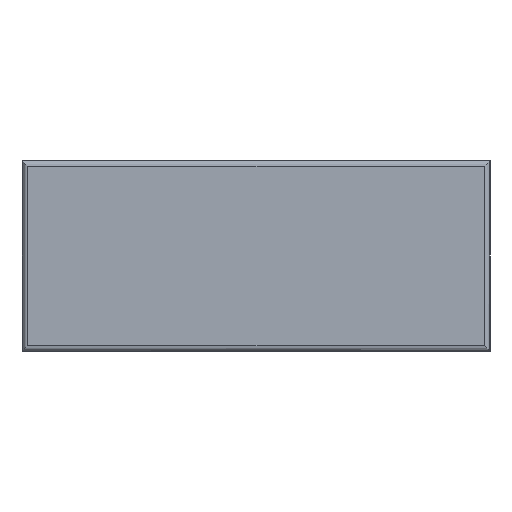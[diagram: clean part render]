
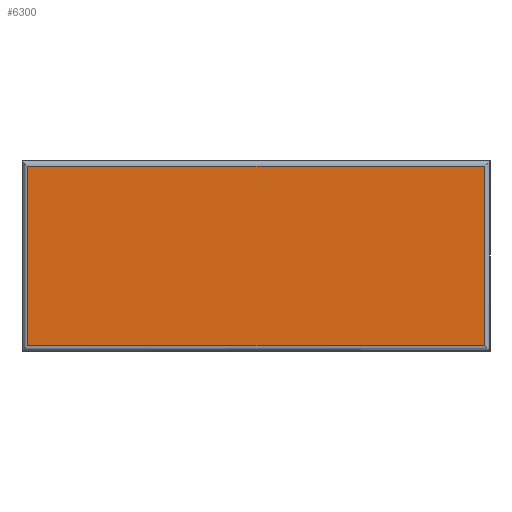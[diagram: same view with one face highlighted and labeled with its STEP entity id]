
A CAD part, left-side view. The second image highlights one B-rep face of the part: STEP entity #6300.
In plain terms, the highlighted planar face has unit normal (-1, 0, 0).
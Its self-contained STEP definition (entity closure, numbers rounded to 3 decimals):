
#5090 = CYLINDRICAL_SURFACE('',#5091,0.015);
#5091 = AXIS2_PLACEMENT_3D('',#5092,#5093,#5094);
#5092 = CARTESIAN_POINT('',(-1.235,0.61,0.5));
#5093 = DIRECTION('',(0.,0.,-1.));
#5094 = DIRECTION('',(-1.,-0.,-0.));
#5166 = CYLINDRICAL_SURFACE('',#5167,0.015);
#5167 = AXIS2_PLACEMENT_3D('',#5168,#5169,#5170);
#5168 = CARTESIAN_POINT('',(-1.235,-0.625,0.485));
#5169 = DIRECTION('',(0.,1.,0.));
#5170 = DIRECTION('',(-1.,0.,0.));
#5220 = CYLINDRICAL_SURFACE('',#5221,0.015);
#5221 = AXIS2_PLACEMENT_3D('',#5222,#5223,#5224);
#5222 = CARTESIAN_POINT('',(-1.235,-0.61,0.5));
#5223 = DIRECTION('',(0.,0.,-1.));
#5224 = DIRECTION('',(-1.,-0.,-0.));
#5250 = CYLINDRICAL_SURFACE('',#5251,0.015);
#5251 = AXIS2_PLACEMENT_3D('',#5252,#5253,#5254);
#5252 = CARTESIAN_POINT('',(-1.235,-0.625,0.005));
#5253 = DIRECTION('',(0.,1.,0.));
#5254 = DIRECTION('',(0.,0.,-1.));
#5567 = VERTEX_POINT('',#5568);
#5568 = CARTESIAN_POINT('',(-1.25,0.61,0.485));
#5604 = VERTEX_POINT('',#5605);
#5605 = CARTESIAN_POINT('',(-1.25,0.61,0.005));
#5639 = EDGE_CURVE('',#5567,#5604,#5640,.T.);
#5640 = SURFACE_CURVE('',#5641,(#5645,#5652),.PCURVE_S1.);
#5641 = LINE('',#5642,#5643);
#5642 = CARTESIAN_POINT('',(-1.25,0.61,0.5));
#5643 = VECTOR('',#5644,1.);
#5644 = DIRECTION('',(0.,0.,-1.));
#5645 = PCURVE('',#5090,#5646);
#5646 = DEFINITIONAL_REPRESENTATION('',(#5647),#5651);
#5647 = LINE('',#5648,#5649);
#5648 = CARTESIAN_POINT('',(0.,0.));
#5649 = VECTOR('',#5650,1.);
#5650 = DIRECTION('',(0.,1.));
#5651 = ( GEOMETRIC_REPRESENTATION_CONTEXT(2) 
PARAMETRIC_REPRESENTATION_CONTEXT() REPRESENTATION_CONTEXT('2D SPACE',''
  ) );
#5652 = PCURVE('',#5653,#5658);
#5653 = PLANE('',#5654);
#5654 = AXIS2_PLACEMENT_3D('',#5655,#5656,#5657);
#5655 = CARTESIAN_POINT('',(-1.25,1.027,-0.01));
#5656 = DIRECTION('',(1.,0.,0.));
#5657 = DIRECTION('',(0.,-1.,0.));
#5658 = DEFINITIONAL_REPRESENTATION('',(#5659),#5663);
#5659 = LINE('',#5660,#5661);
#5660 = CARTESIAN_POINT('',(0.417,-0.51));
#5661 = VECTOR('',#5662,1.);
#5662 = DIRECTION('',(0.,1.));
#5663 = ( GEOMETRIC_REPRESENTATION_CONTEXT(2) 
PARAMETRIC_REPRESENTATION_CONTEXT() REPRESENTATION_CONTEXT('2D SPACE',''
  ) );
#5669 = VERTEX_POINT('',#5670);
#5670 = CARTESIAN_POINT('',(-1.25,-0.61,0.485));
#5706 = EDGE_CURVE('',#5669,#5567,#5707,.T.);
#5707 = SURFACE_CURVE('',#5708,(#5712,#5719),.PCURVE_S1.);
#5708 = LINE('',#5709,#5710);
#5709 = CARTESIAN_POINT('',(-1.25,-0.625,0.485));
#5710 = VECTOR('',#5711,1.);
#5711 = DIRECTION('',(0.,1.,0.));
#5712 = PCURVE('',#5166,#5713);
#5713 = DEFINITIONAL_REPRESENTATION('',(#5714),#5718);
#5714 = LINE('',#5715,#5716);
#5715 = CARTESIAN_POINT('',(0.,0.));
#5716 = VECTOR('',#5717,1.);
#5717 = DIRECTION('',(0.,1.));
#5718 = ( GEOMETRIC_REPRESENTATION_CONTEXT(2) 
PARAMETRIC_REPRESENTATION_CONTEXT() REPRESENTATION_CONTEXT('2D SPACE',''
  ) );
#5719 = PCURVE('',#5653,#5720);
#5720 = DEFINITIONAL_REPRESENTATION('',(#5721),#5725);
#5721 = LINE('',#5722,#5723);
#5722 = CARTESIAN_POINT('',(1.652,-0.495));
#5723 = VECTOR('',#5724,1.);
#5724 = DIRECTION('',(-1.,0.));
#5725 = ( GEOMETRIC_REPRESENTATION_CONTEXT(2) 
PARAMETRIC_REPRESENTATION_CONTEXT() REPRESENTATION_CONTEXT('2D SPACE',''
  ) );
#5733 = VERTEX_POINT('',#5734);
#5734 = CARTESIAN_POINT('',(-1.25,-0.61,0.005));
#5768 = EDGE_CURVE('',#5669,#5733,#5769,.T.);
#5769 = SURFACE_CURVE('',#5770,(#5774,#5781),.PCURVE_S1.);
#5770 = LINE('',#5771,#5772);
#5771 = CARTESIAN_POINT('',(-1.25,-0.61,0.5));
#5772 = VECTOR('',#5773,1.);
#5773 = DIRECTION('',(0.,0.,-1.));
#5774 = PCURVE('',#5220,#5775);
#5775 = DEFINITIONAL_REPRESENTATION('',(#5776),#5780);
#5776 = LINE('',#5777,#5778);
#5777 = CARTESIAN_POINT('',(-0.,0.));
#5778 = VECTOR('',#5779,1.);
#5779 = DIRECTION('',(-0.,1.));
#5780 = ( GEOMETRIC_REPRESENTATION_CONTEXT(2) 
PARAMETRIC_REPRESENTATION_CONTEXT() REPRESENTATION_CONTEXT('2D SPACE',''
  ) );
#5781 = PCURVE('',#5653,#5782);
#5782 = DEFINITIONAL_REPRESENTATION('',(#5783),#5787);
#5783 = LINE('',#5784,#5785);
#5784 = CARTESIAN_POINT('',(1.637,-0.51));
#5785 = VECTOR('',#5786,1.);
#5786 = DIRECTION('',(0.,1.));
#5787 = ( GEOMETRIC_REPRESENTATION_CONTEXT(2) 
PARAMETRIC_REPRESENTATION_CONTEXT() REPRESENTATION_CONTEXT('2D SPACE',''
  ) );
#5793 = EDGE_CURVE('',#5733,#5604,#5794,.T.);
#5794 = SURFACE_CURVE('',#5795,(#5799,#5806),.PCURVE_S1.);
#5795 = LINE('',#5796,#5797);
#5796 = CARTESIAN_POINT('',(-1.25,-0.625,0.005));
#5797 = VECTOR('',#5798,1.);
#5798 = DIRECTION('',(0.,1.,0.));
#5799 = PCURVE('',#5250,#5800);
#5800 = DEFINITIONAL_REPRESENTATION('',(#5801),#5805);
#5801 = LINE('',#5802,#5803);
#5802 = CARTESIAN_POINT('',(1.571,0.));
#5803 = VECTOR('',#5804,1.);
#5804 = DIRECTION('',(0.,1.));
#5805 = ( GEOMETRIC_REPRESENTATION_CONTEXT(2) 
PARAMETRIC_REPRESENTATION_CONTEXT() REPRESENTATION_CONTEXT('2D SPACE',''
  ) );
#5806 = PCURVE('',#5653,#5807);
#5807 = DEFINITIONAL_REPRESENTATION('',(#5808),#5812);
#5808 = LINE('',#5809,#5810);
#5809 = CARTESIAN_POINT('',(1.652,-0.015));
#5810 = VECTOR('',#5811,1.);
#5811 = DIRECTION('',(-1.,0.));
#5812 = ( GEOMETRIC_REPRESENTATION_CONTEXT(2) 
PARAMETRIC_REPRESENTATION_CONTEXT() REPRESENTATION_CONTEXT('2D SPACE',''
  ) );
#6300 = ADVANCED_FACE('',(#6301),#5653,.F.);
#6301 = FACE_BOUND('',#6302,.F.);
#6302 = EDGE_LOOP('',(#6303,#6304,#6305,#6306));
#6303 = ORIENTED_EDGE('',*,*,#5706,.F.);
#6304 = ORIENTED_EDGE('',*,*,#5768,.T.);
#6305 = ORIENTED_EDGE('',*,*,#5793,.T.);
#6306 = ORIENTED_EDGE('',*,*,#5639,.F.);
